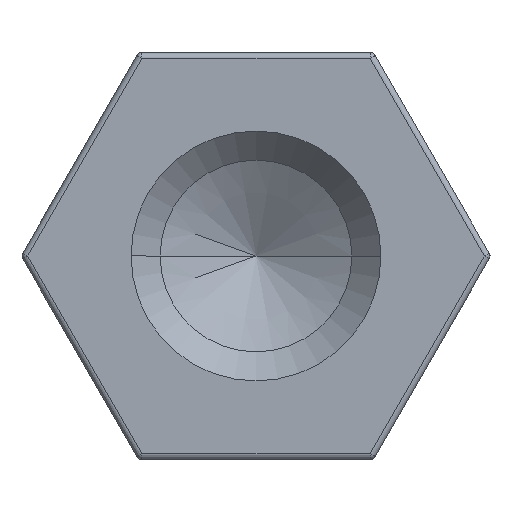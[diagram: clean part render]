
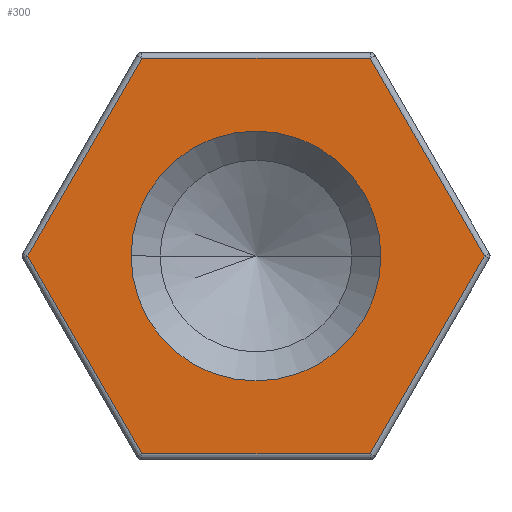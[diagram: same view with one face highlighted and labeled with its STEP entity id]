
A CAD part, left-side view. The second image highlights one B-rep face of the part: STEP entity #300.
In plain terms, the highlighted planar face has unit normal (-1, 0, 0).
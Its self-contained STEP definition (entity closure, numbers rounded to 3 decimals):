
#6 = AXIS2_PLACEMENT_3D ( 'NONE', #1116, #1112, #1108 ) ;
#8 = AXIS2_PLACEMENT_3D ( 'NONE', #1173, #1147, #1144 ) ;
#31 = DIRECTION ( 'NONE',  ( 1., 0., 0. ) ) ;
#82 = AXIS2_PLACEMENT_3D ( 'NONE', #1423, #31, #522 ) ;
#84 = CARTESIAN_POINT ( 'NONE',  ( 0., 3.926, 0. ) ) ;
#99 = EDGE_CURVE ( 'NONE', #1097, #642, #566, .T. ) ;
#106 = VERTEX_POINT ( 'NONE', #1257 ) ;
#110 = ORIENTED_EDGE ( 'NONE', *, *, #304, .T. ) ;
#113 = ORIENTED_EDGE ( 'NONE', *, *, #190, .T. ) ;
#142 = CARTESIAN_POINT ( 'NONE',  ( 0., -1.963, 3.4 ) ) ;
#165 = EDGE_CURVE ( 'NONE', #798, #648, #509, .T. ) ;
#190 = EDGE_CURVE ( 'NONE', #1015, #106, #486, .T. ) ;
#236 = CARTESIAN_POINT ( 'NONE',  ( 0., 2.944, -1.7 ) ) ;
#278 = EDGE_CURVE ( 'NONE', #648, #1015, #371, .T. ) ;
#287 = EDGE_CURVE ( 'NONE', #926, #798, #374, .T. ) ;
#288 = CARTESIAN_POINT ( 'NONE',  ( 0., 1.963, -3.4 ) ) ;
#293 = CARTESIAN_POINT ( 'NONE',  ( 0., 2.15, 0. ) ) ;
#297 = EDGE_CURVE ( 'NONE', #106, #713, #346, .T. ) ;
#300 = ADVANCED_FACE ( 'NONE', ( #332, #348 ), #1149, .F. ) ;
#301 = EDGE_CURVE ( 'NONE', #713, #926, #327, .T. ) ;
#304 = EDGE_CURVE ( 'NONE', #642, #1097, #335, .T. ) ;
#327 = LINE ( 'NONE', #1135, #341 ) ;
#332 = FACE_OUTER_BOUND ( 'NONE', #696, .T. ) ;
#335 = CIRCLE ( 'NONE', #6, 2.15 ) ;
#339 = VECTOR ( 'NONE', #1154, 1000. ) ;
#341 = VECTOR ( 'NONE', #1133, 1000. ) ;
#343 = VECTOR ( 'NONE', #1340, 1000. ) ;
#346 = LINE ( 'NONE', #1157, #339 ) ;
#348 = FACE_BOUND ( 'NONE', #863, .T. ) ;
#359 = VECTOR ( 'NONE', #1213, 1000. ) ;
#371 = LINE ( 'NONE', #1192, #359 ) ;
#374 = LINE ( 'NONE', #1170, #343 ) ;
#481 = VECTOR ( 'NONE', #1301, 1000. ) ;
#486 = LINE ( 'NONE', #652, #481 ) ;
#505 = VECTOR ( 'NONE', #1381, 1000. ) ;
#509 = LINE ( 'NONE', #236, #505 ) ;
#522 = DIRECTION ( 'NONE',  ( 0., 1., 0. ) ) ;
#566 = CIRCLE ( 'NONE', #82, 2.15 ) ;
#576 = CARTESIAN_POINT ( 'NONE',  ( 0., -2.15, 0. ) ) ;
#642 = VERTEX_POINT ( 'NONE', #293 ) ;
#648 = VERTEX_POINT ( 'NONE', #288 ) ;
#652 = CARTESIAN_POINT ( 'NONE',  ( 0., -2.944, -1.7 ) ) ;
#662 = CARTESIAN_POINT ( 'NONE',  ( 0., 1.963, 3.4 ) ) ;
#696 = EDGE_LOOP ( 'NONE', ( #967, #998, #999, #1004, #1021, #113 ) ) ;
#713 = VERTEX_POINT ( 'NONE', #142 ) ;
#798 = VERTEX_POINT ( 'NONE', #84 ) ;
#863 = EDGE_LOOP ( 'NONE', ( #110, #1045 ) ) ;
#926 = VERTEX_POINT ( 'NONE', #662 ) ;
#967 = ORIENTED_EDGE ( 'NONE', *, *, #297, .T. ) ;
#998 = ORIENTED_EDGE ( 'NONE', *, *, #301, .T. ) ;
#999 = ORIENTED_EDGE ( 'NONE', *, *, #287, .T. ) ;
#1004 = ORIENTED_EDGE ( 'NONE', *, *, #165, .T. ) ;
#1015 = VERTEX_POINT ( 'NONE', #1271 ) ;
#1021 = ORIENTED_EDGE ( 'NONE', *, *, #278, .T. ) ;
#1045 = ORIENTED_EDGE ( 'NONE', *, *, #99, .T. ) ;
#1097 = VERTEX_POINT ( 'NONE', #576 ) ;
#1108 = DIRECTION ( 'NONE',  ( 0., 1., 0. ) ) ;
#1112 = DIRECTION ( 'NONE',  ( 1., 0., 0. ) ) ;
#1116 = CARTESIAN_POINT ( 'NONE',  ( 0., 0., 0. ) ) ;
#1133 = DIRECTION ( 'NONE',  ( 0., 1., 0. ) ) ;
#1135 = CARTESIAN_POINT ( 'NONE',  ( 0., 0., 3.4 ) ) ;
#1144 = DIRECTION ( 'NONE',  ( 0., 1., 0. ) ) ;
#1147 = DIRECTION ( 'NONE',  ( 1., 0., 0. ) ) ;
#1149 = PLANE ( 'NONE',  #8 ) ;
#1154 = DIRECTION ( 'NONE',  ( 0., 0.5, 0.866 ) ) ;
#1157 = CARTESIAN_POINT ( 'NONE',  ( 0., -2.944, 1.7 ) ) ;
#1170 = CARTESIAN_POINT ( 'NONE',  ( 0., 2.944, 1.7 ) ) ;
#1173 = CARTESIAN_POINT ( 'NONE',  ( 0., 0., 0. ) ) ;
#1192 = CARTESIAN_POINT ( 'NONE',  ( 0., 0., -3.4 ) ) ;
#1213 = DIRECTION ( 'NONE',  ( 0., -1., 0. ) ) ;
#1257 = CARTESIAN_POINT ( 'NONE',  ( 0., -3.926, 0. ) ) ;
#1271 = CARTESIAN_POINT ( 'NONE',  ( 0., -1.963, -3.4 ) ) ;
#1301 = DIRECTION ( 'NONE',  ( 0., -0.5, 0.866 ) ) ;
#1340 = DIRECTION ( 'NONE',  ( 0., 0.5, -0.866 ) ) ;
#1381 = DIRECTION ( 'NONE',  ( 0., -0.5, -0.866 ) ) ;
#1423 = CARTESIAN_POINT ( 'NONE',  ( 0., 0., 0. ) ) ;
